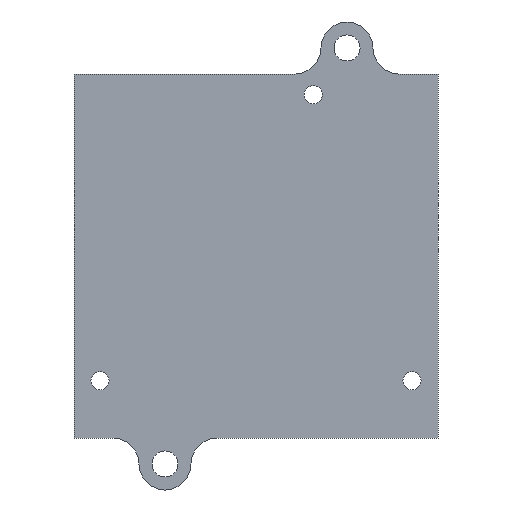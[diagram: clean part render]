
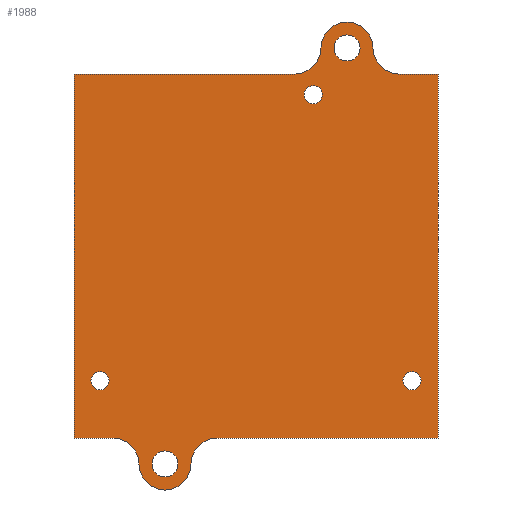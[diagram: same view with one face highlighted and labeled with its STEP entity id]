
A CAD part, front view. The second image highlights one B-rep face of the part: STEP entity #1988.
In plain terms, the highlighted planar face has unit normal (0, -1, 0).
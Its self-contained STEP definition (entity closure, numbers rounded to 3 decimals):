
#42=FACE_BOUND('',#399,.T.);
#43=FACE_BOUND('',#400,.T.);
#44=FACE_BOUND('',#401,.T.);
#45=FACE_BOUND('',#402,.T.);
#46=FACE_BOUND('',#403,.T.);
#74=CIRCLE('',#2183,5.);
#75=CIRCLE('',#2184,5.);
#76=CIRCLE('',#2185,5.);
#77=CIRCLE('',#2186,5.);
#78=CIRCLE('',#2187,5.);
#79=CIRCLE('',#2188,5.);
#80=CIRCLE('',#2189,1.75);
#81=CIRCLE('',#2190,1.75);
#82=CIRCLE('',#2191,1.75);
#83=CIRCLE('',#2192,2.5);
#84=CIRCLE('',#2193,2.5);
#156=PLANE('',#2182);
#250=FACE_OUTER_BOUND('',#398,.T.);
#398=EDGE_LOOP('',(#1653,#1654,#1655,#1656,#1657,#1658,#1659,#1660,#1661,
#1662,#1663,#1664));
#399=EDGE_LOOP('',(#1665));
#400=EDGE_LOOP('',(#1666));
#401=EDGE_LOOP('',(#1667));
#402=EDGE_LOOP('',(#1668));
#403=EDGE_LOOP('',(#1669));
#635=LINE('',#3297,#816);
#636=LINE('',#3299,#817);
#637=LINE('',#3301,#818);
#638=LINE('',#3309,#819);
#639=LINE('',#3311,#820);
#640=LINE('',#3313,#821);
#816=VECTOR('',#2669,10.);
#817=VECTOR('',#2670,10.);
#818=VECTOR('',#2671,10.);
#819=VECTOR('',#2678,10.);
#820=VECTOR('',#2679,10.);
#821=VECTOR('',#2680,10.);
#984=VERTEX_POINT('',#3291);
#985=VERTEX_POINT('',#3292);
#986=VERTEX_POINT('',#3294);
#987=VERTEX_POINT('',#3296);
#988=VERTEX_POINT('',#3298);
#989=VERTEX_POINT('',#3300);
#990=VERTEX_POINT('',#3302);
#991=VERTEX_POINT('',#3304);
#992=VERTEX_POINT('',#3306);
#993=VERTEX_POINT('',#3308);
#994=VERTEX_POINT('',#3310);
#995=VERTEX_POINT('',#3312);
#996=VERTEX_POINT('',#3315);
#997=VERTEX_POINT('',#3317);
#998=VERTEX_POINT('',#3319);
#999=VERTEX_POINT('',#3321);
#1000=VERTEX_POINT('',#3323);
#1218=EDGE_CURVE('',#984,#985,#74,.T.);
#1219=EDGE_CURVE('',#986,#984,#75,.T.);
#1220=EDGE_CURVE('',#986,#987,#635,.T.);
#1221=EDGE_CURVE('',#987,#988,#636,.T.);
#1222=EDGE_CURVE('',#988,#989,#637,.T.);
#1223=EDGE_CURVE('',#990,#989,#76,.T.);
#1224=EDGE_CURVE('',#991,#990,#77,.T.);
#1225=EDGE_CURVE('',#992,#991,#78,.T.);
#1226=EDGE_CURVE('',#992,#993,#638,.T.);
#1227=EDGE_CURVE('',#993,#994,#639,.T.);
#1228=EDGE_CURVE('',#994,#995,#640,.T.);
#1229=EDGE_CURVE('',#985,#995,#79,.T.);
#1230=EDGE_CURVE('',#996,#996,#80,.T.);
#1231=EDGE_CURVE('',#997,#997,#81,.T.);
#1232=EDGE_CURVE('',#998,#998,#82,.T.);
#1233=EDGE_CURVE('',#999,#999,#83,.T.);
#1234=EDGE_CURVE('',#1000,#1000,#84,.T.);
#1653=ORIENTED_EDGE('',*,*,#1218,.F.);
#1654=ORIENTED_EDGE('',*,*,#1219,.F.);
#1655=ORIENTED_EDGE('',*,*,#1220,.T.);
#1656=ORIENTED_EDGE('',*,*,#1221,.T.);
#1657=ORIENTED_EDGE('',*,*,#1222,.T.);
#1658=ORIENTED_EDGE('',*,*,#1223,.F.);
#1659=ORIENTED_EDGE('',*,*,#1224,.F.);
#1660=ORIENTED_EDGE('',*,*,#1225,.F.);
#1661=ORIENTED_EDGE('',*,*,#1226,.T.);
#1662=ORIENTED_EDGE('',*,*,#1227,.T.);
#1663=ORIENTED_EDGE('',*,*,#1228,.T.);
#1664=ORIENTED_EDGE('',*,*,#1229,.F.);
#1665=ORIENTED_EDGE('',*,*,#1230,.F.);
#1666=ORIENTED_EDGE('',*,*,#1231,.F.);
#1667=ORIENTED_EDGE('',*,*,#1232,.F.);
#1668=ORIENTED_EDGE('',*,*,#1233,.T.);
#1669=ORIENTED_EDGE('',*,*,#1234,.T.);
#1988=ADVANCED_FACE('',(#250,#42,#43,#44,#45,#46),#156,.F.);
#2182=AXIS2_PLACEMENT_3D('',#3290,#2663,#2664);
#2183=AXIS2_PLACEMENT_3D('',#3293,#2665,#2666);
#2184=AXIS2_PLACEMENT_3D('',#3295,#2667,#2668);
#2185=AXIS2_PLACEMENT_3D('',#3303,#2672,#2673);
#2186=AXIS2_PLACEMENT_3D('',#3305,#2674,#2675);
#2187=AXIS2_PLACEMENT_3D('',#3307,#2676,#2677);
#2188=AXIS2_PLACEMENT_3D('',#3314,#2681,#2682);
#2189=AXIS2_PLACEMENT_3D('',#3316,#2683,#2684);
#2190=AXIS2_PLACEMENT_3D('',#3318,#2685,#2686);
#2191=AXIS2_PLACEMENT_3D('',#3320,#2687,#2688);
#2192=AXIS2_PLACEMENT_3D('',#3322,#2689,#2690);
#2193=AXIS2_PLACEMENT_3D('',#3324,#2691,#2692);
#2663=DIRECTION('center_axis',(0.,1.,0.));
#2664=DIRECTION('ref_axis',(1.,0.,0.));
#2665=DIRECTION('center_axis',(0.,1.,0.));
#2666=DIRECTION('ref_axis',(0.707,0.,-0.707));
#2667=DIRECTION('center_axis',(0.,-1.,0.));
#2668=DIRECTION('ref_axis',(-0.707,0.,0.707));
#2669=DIRECTION('',(1.,0.,0.));
#2670=DIRECTION('',(0.,0.,1.));
#2671=DIRECTION('',(-1.,0.,0.));
#2672=DIRECTION('center_axis',(0.,-1.,0.));
#2673=DIRECTION('ref_axis',(-0.707,0.,-0.707));
#2674=DIRECTION('center_axis',(0.,1.,0.));
#2675=DIRECTION('ref_axis',(-0.707,0.,0.707));
#2676=DIRECTION('center_axis',(0.,-1.,0.));
#2677=DIRECTION('ref_axis',(0.707,0.,-0.707));
#2678=DIRECTION('',(-1.,0.,0.));
#2679=DIRECTION('',(0.,0.,-1.));
#2680=DIRECTION('',(1.,0.,0.));
#2681=DIRECTION('center_axis',(0.,-1.,0.));
#2682=DIRECTION('ref_axis',(0.707,0.,0.707));
#2683=DIRECTION('center_axis',(0.,-1.,0.));
#2684=DIRECTION('ref_axis',(1.,0.,0.));
#2685=DIRECTION('center_axis',(0.,-1.,0.));
#2686=DIRECTION('ref_axis',(1.,0.,0.));
#2687=DIRECTION('center_axis',(0.,-1.,0.));
#2688=DIRECTION('ref_axis',(1.,0.,0.));
#2689=DIRECTION('center_axis',(0.,1.,0.));
#2690=DIRECTION('ref_axis',(-1.,0.,0.));
#2691=DIRECTION('center_axis',(0.,1.,0.));
#2692=DIRECTION('ref_axis',(-1.,0.,0.));
#3290=CARTESIAN_POINT('Origin',(-0.893,0.,-0.893));
#3291=CARTESIAN_POINT('',(-13.393,0.,-40.893));
#3292=CARTESIAN_POINT('',(-23.393,0.,-40.893));
#3293=CARTESIAN_POINT('Origin',(-18.393,0.,-40.893));
#3294=CARTESIAN_POINT('',(-8.393,0.,-35.893));
#3295=CARTESIAN_POINT('Origin',(-8.393,0.,-40.893));
#3296=CARTESIAN_POINT('',(34.107,0.,-35.893));
#3297=CARTESIAN_POINT('',(-35.893,0.,-35.893));
#3298=CARTESIAN_POINT('',(34.107,0.,34.107));
#3299=CARTESIAN_POINT('',(34.107,0.,-35.893));
#3300=CARTESIAN_POINT('',(26.607,0.,34.107));
#3301=CARTESIAN_POINT('',(34.107,0.,34.107));
#3302=CARTESIAN_POINT('',(21.607,0.,39.107));
#3303=CARTESIAN_POINT('Origin',(26.607,0.,39.107));
#3304=CARTESIAN_POINT('',(11.607,0.,39.107));
#3305=CARTESIAN_POINT('Origin',(16.607,0.,39.107));
#3306=CARTESIAN_POINT('',(6.607,0.,34.107));
#3307=CARTESIAN_POINT('Origin',(6.607,0.,39.107));
#3308=CARTESIAN_POINT('',(-35.893,0.,34.107));
#3309=CARTESIAN_POINT('',(34.107,0.,34.107));
#3310=CARTESIAN_POINT('',(-35.893,0.,-35.893));
#3311=CARTESIAN_POINT('',(-35.893,0.,34.107));
#3312=CARTESIAN_POINT('',(-28.393,0.,-35.893));
#3313=CARTESIAN_POINT('',(-35.893,0.,-35.893));
#3314=CARTESIAN_POINT('Origin',(-28.393,0.,-40.893));
#3315=CARTESIAN_POINT('',(-32.643,0.,-24.893));
#3316=CARTESIAN_POINT('Origin',(-30.893,0.,-24.893));
#3317=CARTESIAN_POINT('',(27.357,0.,-24.893));
#3318=CARTESIAN_POINT('Origin',(29.107,0.,-24.893));
#3319=CARTESIAN_POINT('',(8.357,0.,30.107));
#3320=CARTESIAN_POINT('Origin',(10.107,0.,30.107));
#3321=CARTESIAN_POINT('',(-15.893,0.,-40.893));
#3322=CARTESIAN_POINT('Origin',(-18.393,0.,-40.893));
#3323=CARTESIAN_POINT('',(19.107,0.,39.107));
#3324=CARTESIAN_POINT('Origin',(16.607,0.,39.107));
